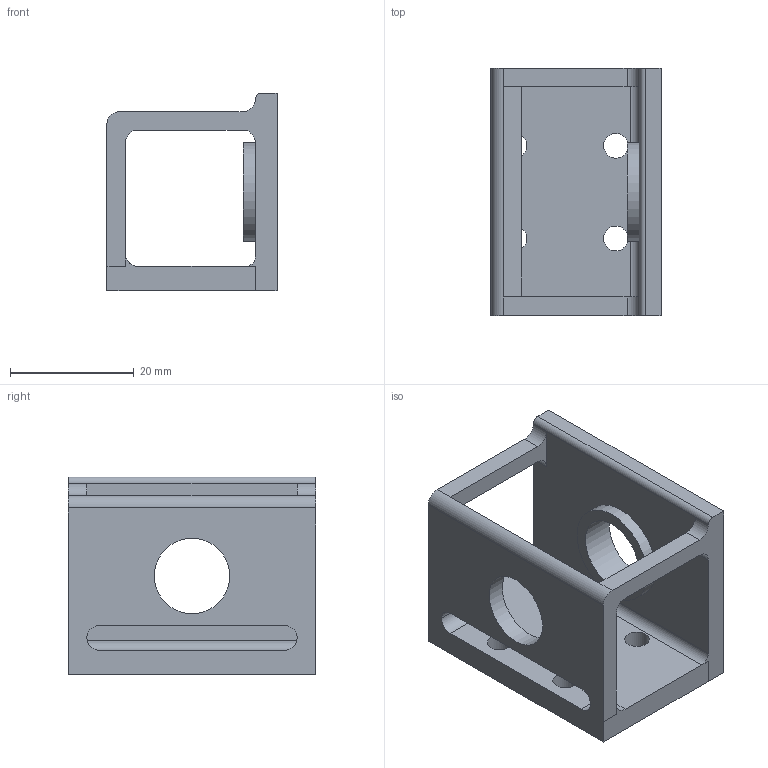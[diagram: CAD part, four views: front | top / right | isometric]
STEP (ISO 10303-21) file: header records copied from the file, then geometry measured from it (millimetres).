
FILE_DESCRIPTION(/* description */ (''),/* implementation_level */ '2;1');
FILE_NAME(/* name */ 'Laser Lock v1.step',/* time_stamp */ '2024-05-30T17:43:07+07:00',/* author */ (''),/* organization */ (''),/* preprocessor_version */ 'ST-DEVELOPER v20',/* originating_system */ 'Autodesk Translation Framework v13.14.0.145',/* authorisation */ '');
FILE_SCHEMA (('AUTOMOTIVE_DESIGN { 1 0 10303 214 3 1 1 }'));
Length unit declared in the file: millimetre
Products named in the file (1): Laser Lock
Bounding box: 27.5 x 40 x 32 mm (x, y, z)
Volume: 10586.4 mm3; surface area: 7760.6 mm2
Topology: 1 solids, 1 shells, 40 faces, 115 edges, 74 vertices
Faces by surface type: cylinder 21, plane 19
Full cylindrical faces by diameter (mm): 4 x4, 12.2 x2, 16 x1
Entity records: 1384 total; most frequent: DIRECTION 237, ORIENTED_EDGE 230, CARTESIAN_POINT 230, EDGE_CURVE 115, AXIS2_PLACEMENT_3D 81, LINE 75, VECTOR 75, VERTEX_POINT 74
